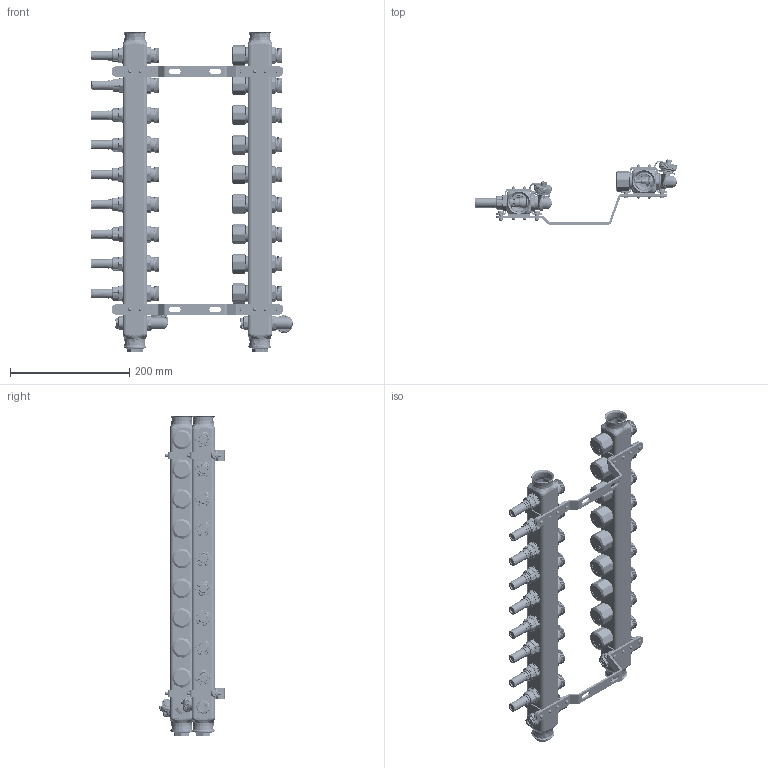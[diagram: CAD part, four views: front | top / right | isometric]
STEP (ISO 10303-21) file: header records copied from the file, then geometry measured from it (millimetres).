
FILE_DESCRIPTION (( 'STEP AP214' ), '1' );
FILE_NAME ('SSM-9RF.STEP', '2023-11-11T15:23:39', ( '' ), ( '' ), 'SwSTEP 2.0', 'SolidWorks 2018', '' );
FILE_SCHEMA (( 'AUTOMOTIVE_DESIGN' ));
Length unit declared in the file: millimetre
Products named in the file (51): 霜講數諉芛; 齬ァ概呿蹋芛; O____13x1.5.STEP; 3100-15-04______.STEP; O____10x2.5.STEP; 粟銅杶; 3100-15-01____.STEP; 18X2; 肣菁啣; 懦伎鬥忒謫; 媼芛簽; 18X2.5; 縐遠; 齬ァ概羲壽; 呿蹋羲壽; O____22x2.STEP; 霜講數肣媼芛; 滑菸盓殤縐遠; 354.002.00__________.STEP; 霜講數蚾饜极; O____16x1.9.STEP; 盓殤砎々18潔擒; 326.200.00__________24.2x2.STEP; 概郋郪蚾10; 覦僅裔; 齬ァ概; 霜講數郪蚾10; 囀鞠褒諉芛; 蚾饜极す砎々; 3100-15-05____.STEP; W3100-15邿阨概.STEP; 霜講數躇猾菜; ѹñ; 3100-15-02____.STEP; M6X12蹟佪; W3100-15邿阨概; 滑菸煦阨ん盓殤; 粟銅概郋蚾饜极; 10H; 覦僅杶 ...
Assembly tree (104 placements, depth 5):
  SSM-9RF
    概郋郪蚾10
      懦伎鬥忒謫  x9
      囀鞠褒諉芛  x9
      粟銅概郋蚾饜极  x9
        媼芛簽
        ѹñ
        祥凄詩裝赽
        粟銅杶
        肣菁啣
        砎蝶菁啣
        7.6x1.9
        18X2.5
      10H
      黑簽
      W3100-15邿阨概
        W3100-15邿阨概.STEP
          3100-15-01____.STEP
          3100-15-02____.STEP
          3100-15-03____.STEP
          3100-15-04______.STEP
          O____10x2.5.STEP
          O____13x1.5.STEP
          O____7x1.5.STEP
          O____22x2.STEP
          3100-15-05____.STEP
          326.200.00__________24.2x2.STEP
          O____16x1.9.STEP  x2
          354.002.00__________.STEP
      齬ァ概
        齬ァ概肣璃
        齬ァ概呿蹋芛
        齬ァ概羲壽
        18X2
    霜講數郪蚾10
      霜講數諉芛  x9
      霜講數蚾饜极  x9
        呿蹋羲壽
        裝赽
        粟銅釱
        粟銅
        覦僅杶
        霜講數躇猾菜
        覦僅裔
        18X2
        霜講數肣媼芛
      10H
      黑簽
      W3100-15邿阨概
        W3100-15邿阨概.STEP
          3100-15-01____.STEP
          3100-15-02____.STEP
          3100-15-03____.STEP
          3100-15-04______.STEP
          O____10x2.5.STEP
          O____13x1.5.STEP
          O____7x1.5.STEP
          O____22x2.STEP
          3100-15-05____.STEP
          326.200.00__________24.2x2.STEP
Bounding box: 340.1 x 109.6 x 538.77 mm (x, y, z)
Volume: 784808 mm3; surface area: 822035.6 mm2
Topology: 249 solids, 249 shells, 11536 faces, 29022 edges, 18536 vertices
Faces by surface type: cylinder 5041, plane 3243, cone 1845, torus 856, bspline 551
Entity records: 129625 total; most frequent: CARTESIAN_POINT 75281, ORIENTED_EDGE 11088, DIRECTION 10727, EDGE_CURVE 5544, AXIS2_PLACEMENT_3D 4378, VERTEX_POINT 3552, EDGE_LOOP 2418, CIRCLE 2194
